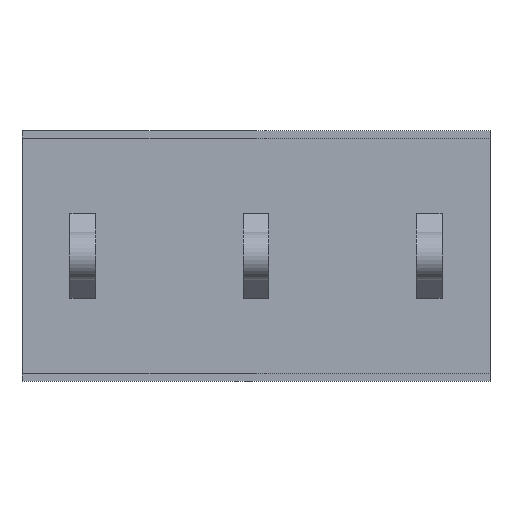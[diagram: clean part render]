
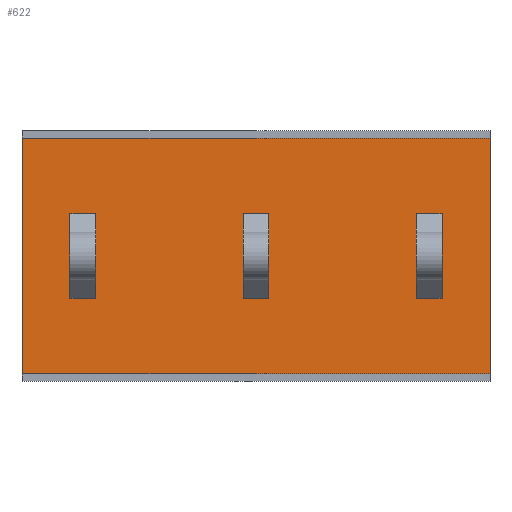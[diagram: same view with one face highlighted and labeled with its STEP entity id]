
A CAD part, front view. The second image highlights one B-rep face of the part: STEP entity #622.
In plain terms, the highlighted planar face has unit normal (0, -1, 0).
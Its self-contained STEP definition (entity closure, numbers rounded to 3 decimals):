
#59 = ORIENTED_EDGE ( 'NONE', *, *, #1051, .T. ) ;
#61 = LINE ( 'NONE', #2195, #1543 ) ;
#74 = ORIENTED_EDGE ( 'NONE', *, *, #1019, .F. ) ;
#83 = CARTESIAN_POINT ( 'NONE',  ( -0.35, 0., 1.15 ) ) ;
#90 = DIRECTION ( 'NONE',  ( -1., 0., 0. ) ) ;
#111 = EDGE_CURVE ( 'NONE', #1534, #977, #1696, .T. ) ;
#136 = VECTOR ( 'NONE', #2916, 1000. ) ;
#143 = CARTESIAN_POINT ( 'NONE',  ( -4.35, 0., -1.15 ) ) ;
#161 = FACE_BOUND ( 'NONE', #1773, .T. ) ;
#163 = VERTEX_POINT ( 'NONE', #268 ) ;
#180 = LINE ( 'NONE', #1615, #907 ) ;
#189 = DIRECTION ( 'NONE',  ( 0., 0., 1. ) ) ;
#211 = ORIENTED_EDGE ( 'NONE', *, *, #1803, .T. ) ;
#215 = CARTESIAN_POINT ( 'NONE',  ( -4.35, 0., -1.15 ) ) ;
#222 = CARTESIAN_POINT ( 'NONE',  ( 5.05, 0., 1.15 ) ) ;
#268 = CARTESIAN_POINT ( 'NONE',  ( 4.35, 0., -1.15 ) ) ;
#305 = VERTEX_POINT ( 'NONE', #2518 ) ;
#308 = DIRECTION ( 'NONE',  ( -1., 0., 0. ) ) ;
#354 = FACE_BOUND ( 'NONE', #2299, .T. ) ;
#372 = LINE ( 'NONE', #143, #136 ) ;
#431 = ORIENTED_EDGE ( 'NONE', *, *, #479, .T. ) ;
#439 = EDGE_CURVE ( 'NONE', #954, #516, #2169, .T. ) ;
#447 = CARTESIAN_POINT ( 'NONE',  ( -0.35, 0., -1.15 ) ) ;
#456 = VECTOR ( 'NONE', #2656, 1000. ) ;
#479 = EDGE_CURVE ( 'NONE', #163, #516, #61, .T. ) ;
#498 = VECTOR ( 'NONE', #90, 1000. ) ;
#516 = VERTEX_POINT ( 'NONE', #2426 ) ;
#528 = CARTESIAN_POINT ( 'NONE',  ( 0.35, 0., 1.15 ) ) ;
#565 = DIRECTION ( 'NONE',  ( 0., 0., 1. ) ) ;
#567 = CARTESIAN_POINT ( 'NONE',  ( -6.35, 0., 3.2 ) ) ;
#572 = DIRECTION ( 'NONE',  ( 0., 0., 1. ) ) ;
#603 = CARTESIAN_POINT ( 'NONE',  ( 0.35, 0., 1.15 ) ) ;
#622 = ADVANCED_FACE ( 'NONE', ( #994, #1692, #354, #161 ), #859, .F. ) ;
#664 = ORIENTED_EDGE ( 'NONE', *, *, #111, .F. ) ;
#685 = EDGE_LOOP ( 'NONE', ( #2286, #1608, #431, #2685 ) ) ;
#725 = VERTEX_POINT ( 'NONE', #215 ) ;
#760 = ORIENTED_EDGE ( 'NONE', *, *, #1472, .T. ) ;
#771 = CARTESIAN_POINT ( 'NONE',  ( 5.05, 0., -1.15 ) ) ;
#857 = AXIS2_PLACEMENT_3D ( 'NONE', #872, #2258, #1036 ) ;
#859 = PLANE ( 'NONE',  #857 ) ;
#861 = VERTEX_POINT ( 'NONE', #1744 ) ;
#872 = CARTESIAN_POINT ( 'NONE',  ( 0., 0., 0. ) ) ;
#892 = ORIENTED_EDGE ( 'NONE', *, *, #2566, .F. ) ;
#893 = CARTESIAN_POINT ( 'NONE',  ( -6.35, 0., 3.2 ) ) ;
#897 = VECTOR ( 'NONE', #308, 1000. ) ;
#907 = VECTOR ( 'NONE', #1663, 1000. ) ;
#947 = LINE ( 'NONE', #222, #2033 ) ;
#954 = VERTEX_POINT ( 'NONE', #2026 ) ;
#977 = VERTEX_POINT ( 'NONE', #893 ) ;
#982 = VERTEX_POINT ( 'NONE', #1861 ) ;
#988 = CARTESIAN_POINT ( 'NONE',  ( -6.35, 0., -3.2 ) ) ;
#994 = FACE_BOUND ( 'NONE', #685, .T. ) ;
#1005 = DIRECTION ( 'NONE',  ( 0., 0., 1. ) ) ;
#1006 = VERTEX_POINT ( 'NONE', #447 ) ;
#1019 = EDGE_CURVE ( 'NONE', #2759, #1534, #2360, .T. ) ;
#1023 = CARTESIAN_POINT ( 'NONE',  ( 5.05, 0., 1.15 ) ) ;
#1036 = DIRECTION ( 'NONE',  ( 0., 0., 1. ) ) ;
#1051 = EDGE_CURVE ( 'NONE', #1006, #1219, #2308, .T. ) ;
#1067 = EDGE_CURVE ( 'NONE', #982, #2759, #180, .T. ) ;
#1069 = CARTESIAN_POINT ( 'NONE',  ( 5.05, 0., -1.15 ) ) ;
#1166 = ORIENTED_EDGE ( 'NONE', *, *, #2493, .F. ) ;
#1219 = VERTEX_POINT ( 'NONE', #83 ) ;
#1257 = CARTESIAN_POINT ( 'NONE',  ( 0.35, 0., 1.15 ) ) ;
#1306 = CARTESIAN_POINT ( 'NONE',  ( 0.35, 0., -1.15 ) ) ;
#1322 = CARTESIAN_POINT ( 'NONE',  ( -4.35, 0., 1.15 ) ) ;
#1369 = ORIENTED_EDGE ( 'NONE', *, *, #2996, .F. ) ;
#1439 = LINE ( 'NONE', #771, #897 ) ;
#1457 = VERTEX_POINT ( 'NONE', #2372 ) ;
#1472 = EDGE_CURVE ( 'NONE', #725, #2756, #372, .T. ) ;
#1476 = DIRECTION ( 'NONE',  ( -1., 0., 0. ) ) ;
#1496 = CARTESIAN_POINT ( 'NONE',  ( -6.35, 0., -3.2 ) ) ;
#1501 = VECTOR ( 'NONE', #3039, 1000. ) ;
#1526 = CARTESIAN_POINT ( 'NONE',  ( -5.05, 0., 1.15 ) ) ;
#1530 = LINE ( 'NONE', #603, #2380 ) ;
#1534 = VERTEX_POINT ( 'NONE', #988 ) ;
#1541 = EDGE_LOOP ( 'NONE', ( #1592, #2155, #664, #74 ) ) ;
#1543 = VECTOR ( 'NONE', #565, 1000. ) ;
#1580 = LINE ( 'NONE', #1306, #2752 ) ;
#1592 = ORIENTED_EDGE ( 'NONE', *, *, #1067, .F. ) ;
#1600 = EDGE_CURVE ( 'NONE', #305, #1006, #1580, .T. ) ;
#1608 = ORIENTED_EDGE ( 'NONE', *, *, #2223, .T. ) ;
#1615 = CARTESIAN_POINT ( 'NONE',  ( 6.35, 0., -3.2 ) ) ;
#1631 = VECTOR ( 'NONE', #2107, 1000. ) ;
#1663 = DIRECTION ( 'NONE',  ( 0., 0., -1. ) ) ;
#1683 = LINE ( 'NONE', #2412, #498 ) ;
#1692 = FACE_OUTER_BOUND ( 'NONE', #1541, .T. ) ;
#1696 = LINE ( 'NONE', #1496, #456 ) ;
#1744 = CARTESIAN_POINT ( 'NONE',  ( -5.05, 0., 1.15 ) ) ;
#1773 = EDGE_LOOP ( 'NONE', ( #2498, #760, #211, #1166 ) ) ;
#1783 = DIRECTION ( 'NONE',  ( -1., 0., 0. ) ) ;
#1803 = EDGE_CURVE ( 'NONE', #2756, #861, #2461, .T. ) ;
#1836 = LINE ( 'NONE', #1322, #2011 ) ;
#1861 = CARTESIAN_POINT ( 'NONE',  ( 6.35, 0., 3.2 ) ) ;
#1906 = EDGE_CURVE ( 'NONE', #725, #1457, #1836, .T. ) ;
#1946 = ORIENTED_EDGE ( 'NONE', *, *, #1600, .T. ) ;
#1990 = VERTEX_POINT ( 'NONE', #1069 ) ;
#2011 = VECTOR ( 'NONE', #189, 1000. ) ;
#2026 = CARTESIAN_POINT ( 'NONE',  ( 5.05, 0., 1.15 ) ) ;
#2030 = DIRECTION ( 'NONE',  ( -1., 0., 0. ) ) ;
#2033 = VECTOR ( 'NONE', #3067, 1000. ) ;
#2058 = EDGE_CURVE ( 'NONE', #977, #982, #2703, .T. ) ;
#2107 = DIRECTION ( 'NONE',  ( 1., 0., 0. ) ) ;
#2155 = ORIENTED_EDGE ( 'NONE', *, *, #2058, .F. ) ;
#2169 = LINE ( 'NONE', #1023, #2941 ) ;
#2181 = EDGE_CURVE ( 'NONE', #1990, #954, #947, .T. ) ;
#2189 = LINE ( 'NONE', #528, #2782 ) ;
#2195 = CARTESIAN_POINT ( 'NONE',  ( 4.35, 0., 1.15 ) ) ;
#2223 = EDGE_CURVE ( 'NONE', #1990, #163, #1439, .T. ) ;
#2250 = VECTOR ( 'NONE', #2833, 1000. ) ;
#2258 = DIRECTION ( 'NONE',  ( 0., 1., 0. ) ) ;
#2259 = VECTOR ( 'NONE', #572, 1000. ) ;
#2286 = ORIENTED_EDGE ( 'NONE', *, *, #2181, .F. ) ;
#2299 = EDGE_LOOP ( 'NONE', ( #892, #1946, #59, #1369 ) ) ;
#2308 = LINE ( 'NONE', #3037, #2250 ) ;
#2360 = LINE ( 'NONE', #2375, #1501 ) ;
#2372 = CARTESIAN_POINT ( 'NONE',  ( -4.35, 0., 1.15 ) ) ;
#2375 = CARTESIAN_POINT ( 'NONE',  ( -6.35, 0., -3.2 ) ) ;
#2380 = VECTOR ( 'NONE', #2030, 1000. ) ;
#2412 = CARTESIAN_POINT ( 'NONE',  ( -4.35, 0., 1.15 ) ) ;
#2426 = CARTESIAN_POINT ( 'NONE',  ( 4.35, 0., 1.15 ) ) ;
#2461 = LINE ( 'NONE', #1526, #2259 ) ;
#2493 = EDGE_CURVE ( 'NONE', #1457, #861, #1683, .T. ) ;
#2498 = ORIENTED_EDGE ( 'NONE', *, *, #1906, .F. ) ;
#2501 = CARTESIAN_POINT ( 'NONE',  ( 6.35, 0., -3.2 ) ) ;
#2518 = CARTESIAN_POINT ( 'NONE',  ( 0.35, 0., -1.15 ) ) ;
#2549 = CARTESIAN_POINT ( 'NONE',  ( -5.05, 0., -1.15 ) ) ;
#2566 = EDGE_CURVE ( 'NONE', #305, #2694, #2189, .T. ) ;
#2656 = DIRECTION ( 'NONE',  ( 0., 0., 1. ) ) ;
#2685 = ORIENTED_EDGE ( 'NONE', *, *, #439, .F. ) ;
#2694 = VERTEX_POINT ( 'NONE', #1257 ) ;
#2703 = LINE ( 'NONE', #567, #1631 ) ;
#2752 = VECTOR ( 'NONE', #1783, 1000. ) ;
#2756 = VERTEX_POINT ( 'NONE', #2549 ) ;
#2759 = VERTEX_POINT ( 'NONE', #2501 ) ;
#2782 = VECTOR ( 'NONE', #1005, 1000. ) ;
#2833 = DIRECTION ( 'NONE',  ( 0., 0., 1. ) ) ;
#2916 = DIRECTION ( 'NONE',  ( -1., 0., 0. ) ) ;
#2941 = VECTOR ( 'NONE', #1476, 1000. ) ;
#2996 = EDGE_CURVE ( 'NONE', #2694, #1219, #1530, .T. ) ;
#3037 = CARTESIAN_POINT ( 'NONE',  ( -0.35, 0., 1.15 ) ) ;
#3039 = DIRECTION ( 'NONE',  ( -1., 0., 0. ) ) ;
#3067 = DIRECTION ( 'NONE',  ( 0., 0., 1. ) ) ;
